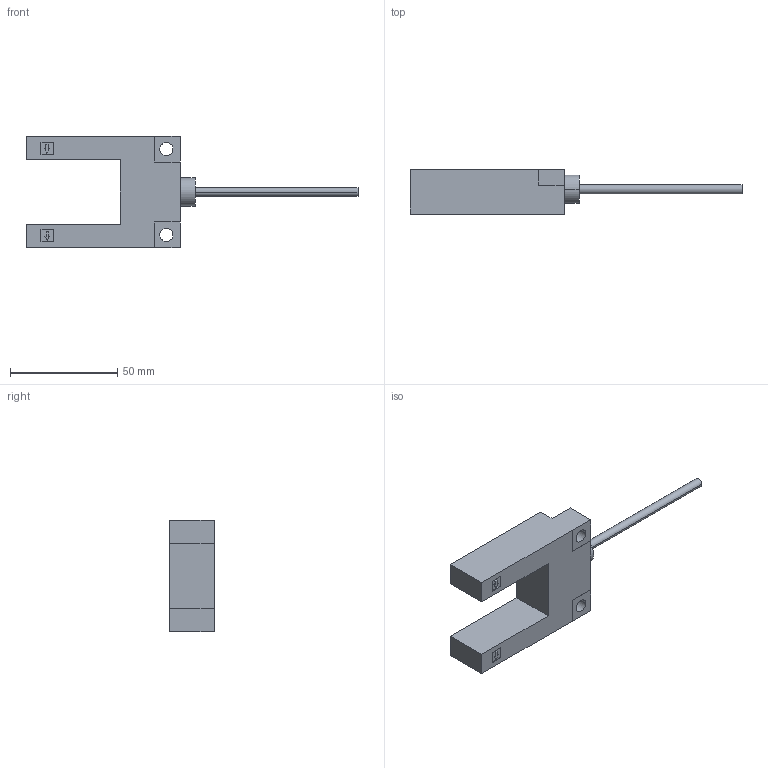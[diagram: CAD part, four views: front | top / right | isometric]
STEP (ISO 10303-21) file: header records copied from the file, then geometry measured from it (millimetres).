
FILE_DESCRIPTION((''),'2;1');
FILE_NAME('U30_ASM','2020-04-29T',('Administrator'),(''),'PRO/ENGINEER BY PARAMETRIC TECHNOLOGY CORPORATION, 2010480','PRO/ENGINEER BY PARAMETRIC TECHNOLOGY CORPORATION, 2010480','');
FILE_SCHEMA(('CONFIG_CONTROL_DESIGN'));
Length unit declared in the file: millimetre
Products named in the file (3): MANIFOLD_SOLID_BREP_107; ADMI6179XBL2_ASM; U30_ASM
Assembly tree (2 placements, depth 3):
  U30_ASM
    ADMI6179XBL2_ASM
      MANIFOLD_SOLID_BREP_107
Bounding box: 154.98 x 20.9 x 52 mm (x, y, z)
Volume: 49178.8 mm3; surface area: 13667.3 mm2
Topology: 1 solids, 1 shells, 92 faces, 242 edges, 164 vertices
Faces by surface type: plane 82, cylinder 8, bspline 2
Entity records: 2968 total; most frequent: CARTESIAN_POINT 558, ORIENTED_EDGE 484, DIRECTION 464, EDGE_CURVE 242, VECTOR 212, LINE 212, VERTEX_POINT 164, AXIS2_PLACEMENT_3D 126
